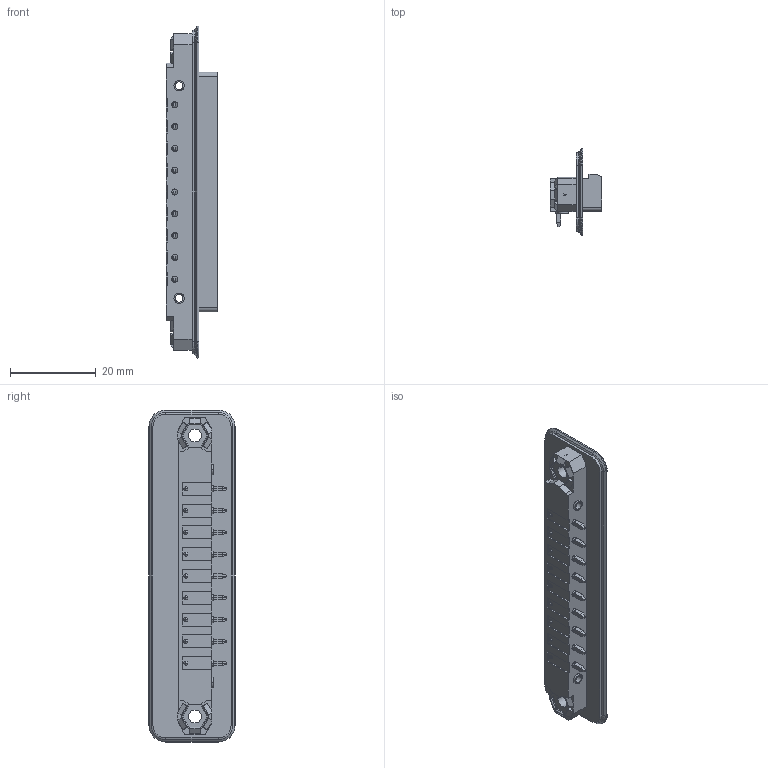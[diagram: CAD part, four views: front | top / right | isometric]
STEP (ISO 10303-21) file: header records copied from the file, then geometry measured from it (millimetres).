
FILE_DESCRIPTION(('STEP AP214'),'1');
FILE_NAME('1899058.stp','2016-07-05T05:31:28',('TraceParts'),('TraceParts S.A.'),'Spatial InterOp 3D',' ',' ');
FILE_SCHEMA(('automotive_design'));
Length unit declared in the file: millimetre
Products named in the file (1): dfk-mstba_2.5-9-gf-5.08|1#dfk-mstba_2.5-9-gf-5.08;dfk-mstba_2.5-9-gf-5.08
Bounding box: 12 x 20.07 x 77.35 mm (x, y, z)
Volume: 4749.4 mm3; surface area: 6498.3 mm2
Topology: 1 solids, 1 shells, 961 faces, 2177 edges, 1292 vertices
Faces by surface type: plane 756, cylinder 123, sphere 36, cone 26, torus 20
Entity records: 34113 total; most frequent: CARTESIAN_POINT 4647, DIRECTION 4621, ORIENTED_EDGE 4354, EDGE_CURVE 2177, LINE 1621, VECTOR 1621, AXIS2_PLACEMENT_3D 1500, VERTEX_POINT 1292
